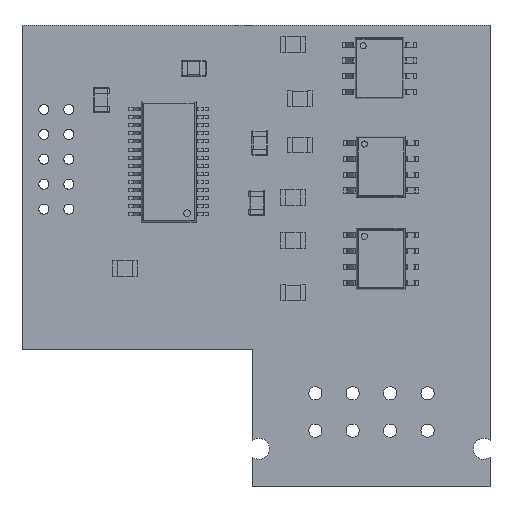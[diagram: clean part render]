
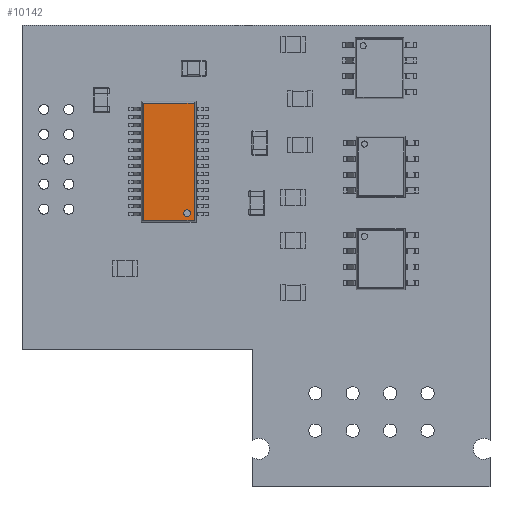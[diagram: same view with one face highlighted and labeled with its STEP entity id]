
A CAD part, top view. The second image highlights one B-rep face of the part: STEP entity #10142.
In plain terms, the highlighted planar face has unit normal (0, 0, 1).
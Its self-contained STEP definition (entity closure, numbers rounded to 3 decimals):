
#10048 = VERTEX_POINT('',#10049);
#10049 = CARTESIAN_POINT('',(-2.041,-4.691,1.2));
#10056 = EDGE_CURVE('',#10048,#10057,#10059,.T.);
#10057 = VERTEX_POINT('',#10058);
#10058 = CARTESIAN_POINT('',(-2.041,4.691,1.2));
#10059 = LINE('',#10060,#10061);
#10060 = CARTESIAN_POINT('',(-2.041,-4.74,1.2));
#10061 = VECTOR('',#10062,1.);
#10062 = DIRECTION('',(0.,1.,0.));
#10123 = VERTEX_POINT('',#10124);
#10124 = CARTESIAN_POINT('',(2.041,-4.691,1.2));
#10131 = EDGE_CURVE('',#10048,#10123,#10132,.T.);
#10132 = LINE('',#10133,#10134);
#10133 = CARTESIAN_POINT('',(-2.09,-4.691,1.2));
#10134 = VECTOR('',#10135,1.);
#10135 = DIRECTION('',(1.,0.,0.));
#10142 = ADVANCED_FACE('',(#10143,#10161),#10172,.T.);
#10143 = FACE_BOUND('',#10144,.T.);
#10144 = EDGE_LOOP('',(#10145,#10146,#10147,#10155));
#10145 = ORIENTED_EDGE('',*,*,#10056,.F.);
#10146 = ORIENTED_EDGE('',*,*,#10131,.T.);
#10147 = ORIENTED_EDGE('',*,*,#10148,.T.);
#10148 = EDGE_CURVE('',#10123,#10149,#10151,.T.);
#10149 = VERTEX_POINT('',#10150);
#10150 = CARTESIAN_POINT('',(2.041,4.691,1.2));
#10151 = LINE('',#10152,#10153);
#10152 = CARTESIAN_POINT('',(2.041,-4.74,1.2));
#10153 = VECTOR('',#10154,1.);
#10154 = DIRECTION('',(0.,1.,0.));
#10155 = ORIENTED_EDGE('',*,*,#10156,.F.);
#10156 = EDGE_CURVE('',#10057,#10149,#10157,.T.);
#10157 = LINE('',#10158,#10159);
#10158 = CARTESIAN_POINT('',(-2.09,4.691,1.2));
#10159 = VECTOR('',#10160,1.);
#10160 = DIRECTION('',(1.,0.,0.));
#10161 = FACE_BOUND('',#10162,.T.);
#10162 = EDGE_LOOP('',(#10163));
#10163 = ORIENTED_EDGE('',*,*,#10164,.F.);
#10164 = EDGE_CURVE('',#10165,#10165,#10167,.T.);
#10165 = VERTEX_POINT('',#10166);
#10166 = CARTESIAN_POINT('',(-1.205,4.13,1.2));
#10167 = CIRCLE('',#10168,0.275);
#10168 = AXIS2_PLACEMENT_3D('',#10169,#10170,#10171);
#10169 = CARTESIAN_POINT('',(-1.48,4.13,1.2));
#10170 = DIRECTION('',(0.,0.,1.));
#10171 = DIRECTION('',(1.,0.,0.));
#10172 = PLANE('',#10173);
#10173 = AXIS2_PLACEMENT_3D('',#10174,#10175,#10176);
#10174 = CARTESIAN_POINT('',(-2.2,-4.85,1.2));
#10175 = DIRECTION('',(0.,0.,1.));
#10176 = DIRECTION('',(1.,0.,0.));
